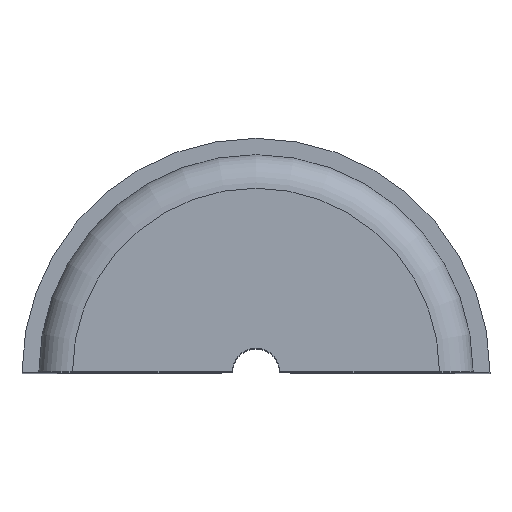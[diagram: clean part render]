
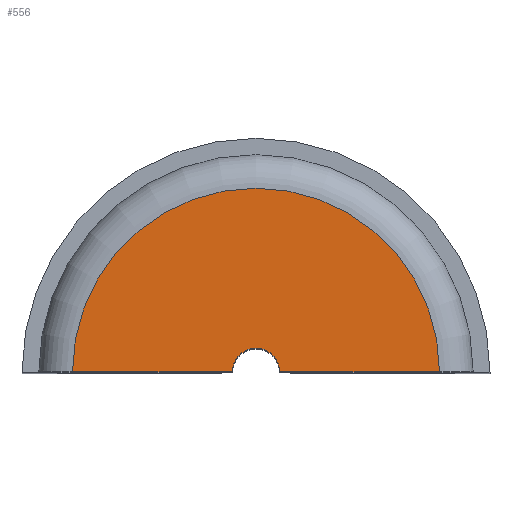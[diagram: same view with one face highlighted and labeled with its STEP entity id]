
A CAD part, top view. The second image highlights one B-rep face of the part: STEP entity #556.
In plain terms, the highlighted planar face has unit normal (0, 0, 1).
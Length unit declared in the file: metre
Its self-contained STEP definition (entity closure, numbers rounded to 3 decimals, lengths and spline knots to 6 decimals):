
#61=CIRCLE('',#629,0.0035);
#62=CIRCLE('',#631,0.02725);
#172=ORIENTED_EDGE('',*,*,#297,.T.);
#173=ORIENTED_EDGE('',*,*,#243,.T.);
#174=ORIENTED_EDGE('',*,*,#296,.F.);
#175=ORIENTED_EDGE('',*,*,#300,.T.);
#243=EDGE_CURVE('',#326,#325,#374,.T.);
#296=EDGE_CURVE('',#359,#325,#61,.T.);
#297=EDGE_CURVE('',#360,#326,#62,.T.);
#300=EDGE_CURVE('',#359,#360,#401,.T.);
#325=VERTEX_POINT('',#855);
#326=VERTEX_POINT('',#857);
#359=VERTEX_POINT('',#962);
#360=VERTEX_POINT('',#966);
#374=LINE('',#856,#420);
#401=LINE('',#971,#447);
#420=VECTOR('',#665,1.);
#447=VECTOR('',#796,1.);
#480=EDGE_LOOP('',(#172,#173,#174,#175));
#512=FACE_BOUND('',#480,.T.);
#527=PLANE('',#634);
#556=ADVANCED_FACE('',(#512),#527,.T.);
#629=AXIS2_PLACEMENT_3D('',#963,#784,#785);
#631=AXIS2_PLACEMENT_3D('',#965,#788,#789);
#634=AXIS2_PLACEMENT_3D('',#970,#794,#795);
#665=DIRECTION('',(1.,0.,0.));
#784=DIRECTION('',(0.,0.,1.));
#785=DIRECTION('',(1.,0.,0.));
#788=DIRECTION('',(0.,0.,1.));
#789=DIRECTION('',(1.,0.,0.));
#794=DIRECTION('',(0.,0.,1.));
#795=DIRECTION('',(1.,0.,0.));
#796=DIRECTION('',(1.,0.,0.));
#855=CARTESIAN_POINT('',(-0.0035,0.,0.1595));
#856=CARTESIAN_POINT('',(0.,0.,0.1595));
#857=CARTESIAN_POINT('',(-0.02725,0.,0.1595));
#962=CARTESIAN_POINT('',(0.0035,0.,0.1595));
#963=CARTESIAN_POINT('',(0.,0.,0.1595));
#965=CARTESIAN_POINT('',(0.,0.,0.1595));
#966=CARTESIAN_POINT('',(0.02725,0.,0.1595));
#970=CARTESIAN_POINT('',(0.,0.,0.1595));
#971=CARTESIAN_POINT('',(0.,0.,0.1595));
